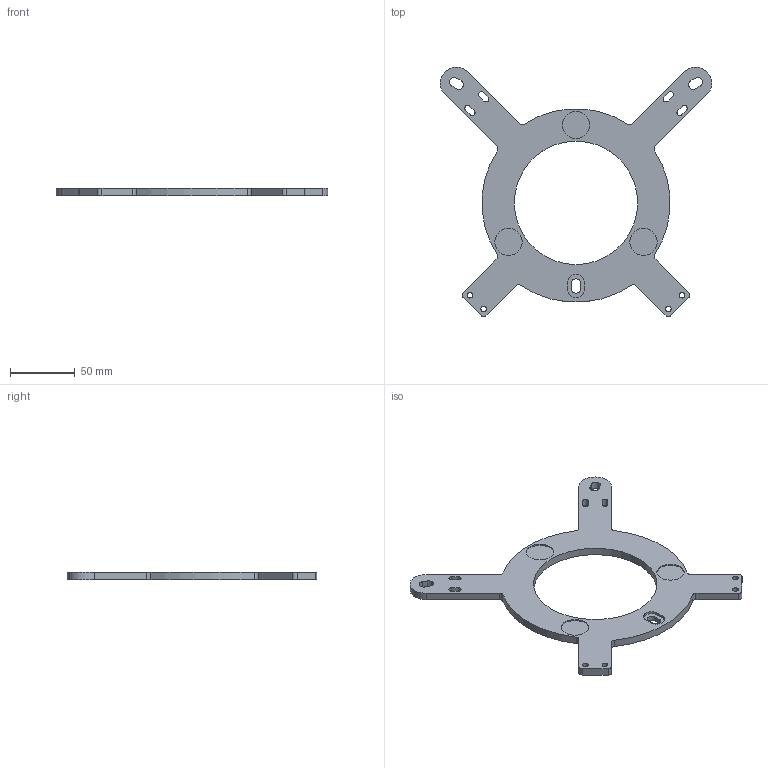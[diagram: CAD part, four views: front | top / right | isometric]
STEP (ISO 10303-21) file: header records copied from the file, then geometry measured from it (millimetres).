
FILE_DESCRIPTION(('FreeCAD Model'),'2;1');
FILE_NAME('Open CASCADE Shape Model','2021-07-25T22:46:54',('Author'),( ''),'Open CASCADE STEP processor 7.4','FreeCAD','Unknown');
FILE_SCHEMA(('AUTOMOTIVE_DESIGN_CC2 { 1 2 10303 214 -1 1 5 4 }'));
Length unit declared in the file: millimetre
Products named in the file (1): UpperCell_Body
Bounding box: 208.9 x 192.15 x 6 mm (x, y, z)
Volume: 87552.3 mm3; surface area: 38338.2 mm2
Topology: 1 solids, 1 shells, 74 faces, 204 edges, 136 vertices
Faces by surface type: cylinder 42, plane 32
Full cylindrical faces by diameter (mm): 4.4 x4, 21 x3, 95 x1
Entity records: 5144 total; most frequent: CARTESIAN_POINT 883, DIRECTION 836, LINE 444, VECTOR 444, ORIENTED_EDGE 408, PCURVE 408, DEFINITIONAL_REPRESENTATION 408, EDGE_CURVE 204
